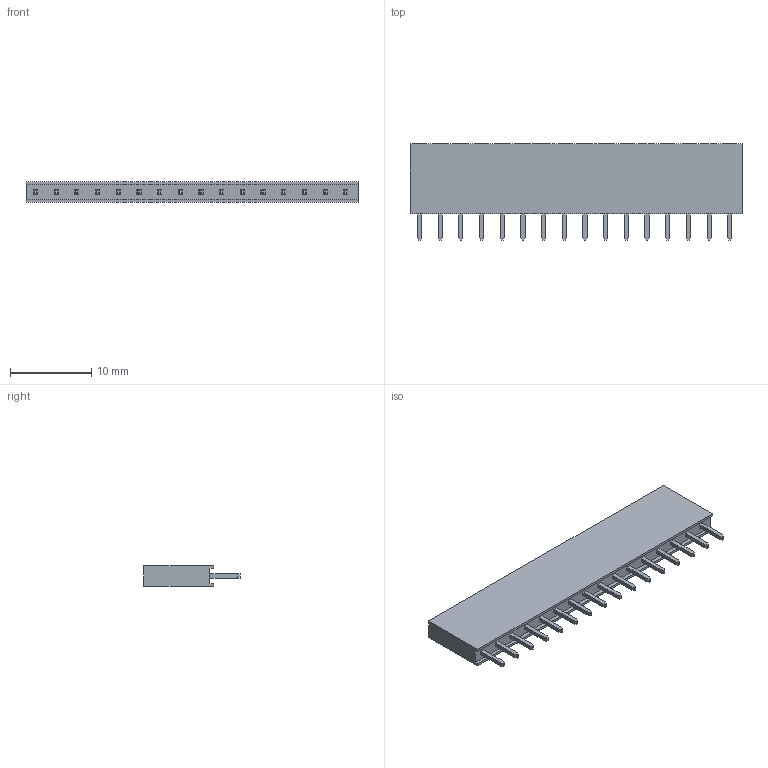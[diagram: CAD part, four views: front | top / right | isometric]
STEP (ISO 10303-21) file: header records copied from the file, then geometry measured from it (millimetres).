
FILE_DESCRIPTION (( 'STEP AP214' ), '1' );
FILE_NAME ('User Library-Header Female 1x16.STEP', '2020-01-13T07:27:47', ( '' ), ( '' ), 'SwSTEP 2.0', 'SolidWorks 2019', '' );
FILE_SCHEMA (( 'AUTOMOTIVE_DESIGN' ));
Length unit declared in the file: millimetre
Products named in the file (1): User Library-Header Female 1x16
Bounding box: 40.79 x 11.87 x 2.48 mm (x, y, z)
Volume: 611.9 mm3; surface area: 2436.7 mm2
Topology: 1 solids, 1 shells, 682 faces, 1832 edges, 1200 vertices
Faces by surface type: plane 586, cylinder 96
Entity records: 28640 total; most frequent: CARTESIAN_POINT 3715, ORIENTED_EDGE 3664, DIRECTION 3390, EDGE_CURVE 1832, LINE 1640, VECTOR 1640, VERTEX_POINT 1200, AXIS2_PLACEMENT_3D 875
